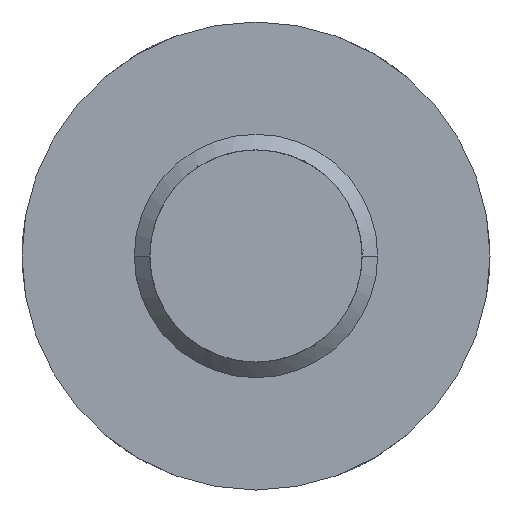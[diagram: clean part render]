
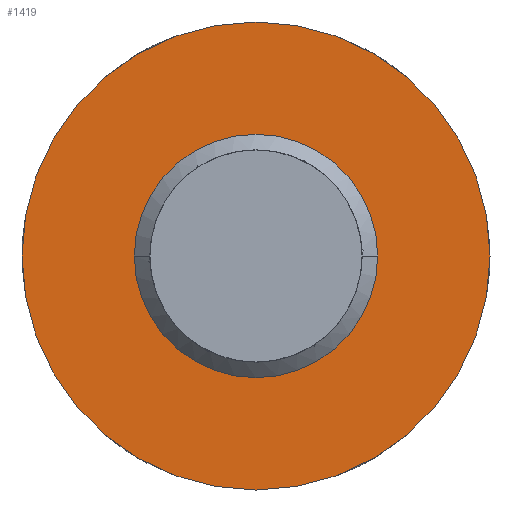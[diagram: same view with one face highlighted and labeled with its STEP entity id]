
A CAD part, front view. The second image highlights one B-rep face of the part: STEP entity #1419.
In plain terms, the highlighted face is planar.
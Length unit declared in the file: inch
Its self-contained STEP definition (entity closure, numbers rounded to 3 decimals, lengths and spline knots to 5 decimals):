
#103 = CARTESIAN_POINT ( 'NONE',  ( 0.24375, 0., 0.1875 ) ) ;
#170 = DIRECTION ( 'NONE',  ( 0., 0., -1. ) ) ;
#307 = CIRCLE ( 'NONE', #621, 0.46875 ) ;
#536 = CARTESIAN_POINT ( 'NONE',  ( -0.24375, 0., 0.1875 ) ) ;
#543 = VERTEX_POINT ( 'NONE', #808 ) ;
#573 = CIRCLE ( 'NONE', #1081, 0.24375 ) ;
#621 = AXIS2_PLACEMENT_3D ( 'NONE', #2258, #3776, #733 ) ;
#733 = DIRECTION ( 'NONE',  ( -1., 0., 0. ) ) ;
#753 = DIRECTION ( 'NONE',  ( -1., 0., 0. ) ) ;
#806 = EDGE_CURVE ( 'NONE', #543, #2423, #3879, .T. ) ;
#808 = CARTESIAN_POINT ( 'NONE',  ( -0.24375, 0., 0.1875 ) ) ;
#1081 = AXIS2_PLACEMENT_3D ( 'NONE', #2435, #2650, #3571 ) ;
#1090 = DIRECTION ( 'NONE',  ( 0., 0., -1. ) ) ;
#1234 = EDGE_CURVE ( 'NONE', #1663, #2924, #307, .T. ) ;
#1368 = ORIENTED_EDGE ( 'NONE', *, *, #3428, .F. ) ;
#1404 = FACE_BOUND ( 'NONE', #2745, .T. ) ;
#1419 = ADVANCED_FACE ( 'NONE', ( #3845, #1404 ), #2667, .T. ) ;
#1536 = CARTESIAN_POINT ( 'NONE',  ( -0.46875, 0., 0.1875 ) ) ;
#1663 = VERTEX_POINT ( 'NONE', #3466 ) ;
#2017 = AXIS2_PLACEMENT_3D ( 'NONE', #2247, #170, #3798 ) ;
#2077 = CIRCLE ( 'NONE', #2017, 0.46875 ) ;
#2093 = AXIS2_PLACEMENT_3D ( 'NONE', #3778, #1090, #753 ) ;
#2247 = CARTESIAN_POINT ( 'NONE',  ( 0., 0., 0.1875 ) ) ;
#2258 = CARTESIAN_POINT ( 'NONE',  ( 0., 0., 0.1875 ) ) ;
#2423 = VERTEX_POINT ( 'NONE', #103 ) ;
#2435 = CARTESIAN_POINT ( 'NONE',  ( 0., 0., 0.1875 ) ) ;
#2449 = AXIS2_PLACEMENT_3D ( 'NONE', #536, #2610, #3830 ) ;
#2610 = DIRECTION ( 'NONE',  ( 0., 0., -1. ) ) ;
#2650 = DIRECTION ( 'NONE',  ( 0., 0., -1. ) ) ;
#2667 = PLANE ( 'NONE',  #2449 ) ;
#2682 = ORIENTED_EDGE ( 'NONE', *, *, #3286, .T. ) ;
#2745 = EDGE_LOOP ( 'NONE', ( #1368, #3797 ) ) ;
#2903 = EDGE_LOOP ( 'NONE', ( #2682, #3679 ) ) ;
#2924 = VERTEX_POINT ( 'NONE', #1536 ) ;
#3286 = EDGE_CURVE ( 'NONE', #2924, #1663, #2077, .T. ) ;
#3428 = EDGE_CURVE ( 'NONE', #2423, #543, #573, .T. ) ;
#3466 = CARTESIAN_POINT ( 'NONE',  ( 0.46875, 0., 0.1875 ) ) ;
#3571 = DIRECTION ( 'NONE',  ( -1., 0., 0. ) ) ;
#3679 = ORIENTED_EDGE ( 'NONE', *, *, #1234, .T. ) ;
#3776 = DIRECTION ( 'NONE',  ( 0., 0., -1. ) ) ;
#3778 = CARTESIAN_POINT ( 'NONE',  ( 0., 0., 0.1875 ) ) ;
#3797 = ORIENTED_EDGE ( 'NONE', *, *, #806, .F. ) ;
#3798 = DIRECTION ( 'NONE',  ( -1., 0., 0. ) ) ;
#3830 = DIRECTION ( 'NONE',  ( -1., 0., 0. ) ) ;
#3845 = FACE_OUTER_BOUND ( 'NONE', #2903, .T. ) ;
#3879 = CIRCLE ( 'NONE', #2093, 0.24375 ) ;
